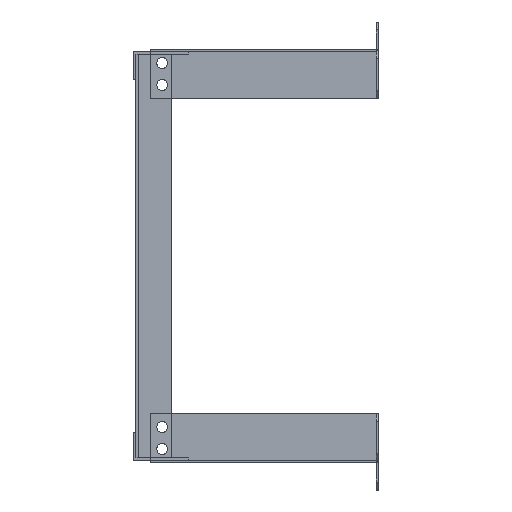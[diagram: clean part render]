
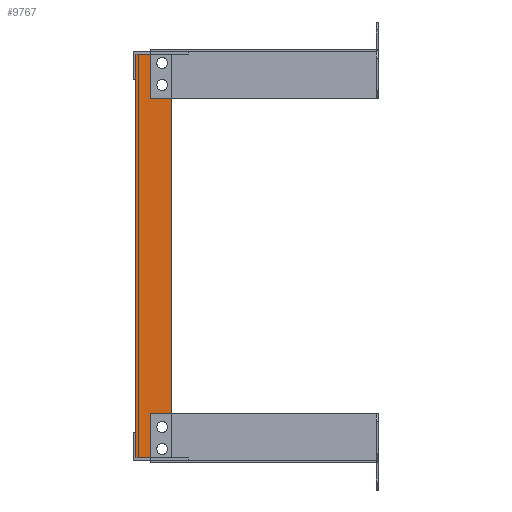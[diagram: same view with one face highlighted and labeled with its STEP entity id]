
A CAD part, front view. The second image highlights one B-rep face of the part: STEP entity #9767.
In plain terms, the highlighted face is planar.
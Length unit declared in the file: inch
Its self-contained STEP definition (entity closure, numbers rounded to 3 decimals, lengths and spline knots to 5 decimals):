
#45 = CARTESIAN_POINT ( 'NONE',  ( 1.29703, 9.55818, 0. ) ) ;
#106 = DIRECTION ( 'NONE',  ( 0., 0., -1. ) ) ;
#339 = CARTESIAN_POINT ( 'NONE',  ( 1.29703, -8.47332, 0. ) ) ;
#493 = LINE ( 'NONE', #4497, #3694 ) ;
#497 = ORIENTED_EDGE ( 'NONE', *, *, #16690, .F. ) ;
#546 = DIRECTION ( 'NONE',  ( 0., 0., -1. ) ) ;
#601 = AXIS2_PLACEMENT_3D ( 'NONE', #6555, #3868, #12183 ) ;
#610 = DIRECTION ( 'NONE',  ( -1., 0., 0. ) ) ;
#631 = CARTESIAN_POINT ( 'NONE',  ( 0., 10., 0. ) ) ;
#918 = CARTESIAN_POINT ( 'NONE',  ( 1.29703, 8.2021, 0. ) ) ;
#1158 = FACE_BOUND ( 'NONE', #17661, .T. ) ;
#1252 = AXIS2_PLACEMENT_3D ( 'NONE', #17749, #6682, #4115 ) ;
#1381 = VERTEX_POINT ( 'NONE', #7185 ) ;
#1821 = DIRECTION ( 'NONE',  ( 0., -1., 0. ) ) ;
#2078 = CIRCLE ( 'NONE', #8174, 0.27122 ) ;
#2200 = EDGE_CURVE ( 'NONE', #15060, #15988, #5808, .T. ) ;
#2498 = CARTESIAN_POINT ( 'NONE',  ( 1.29703, 9.55818, 0. ) ) ;
#2559 = CARTESIAN_POINT ( 'NONE',  ( 1.29703, -9.8294, 0. ) ) ;
#3145 = VECTOR ( 'NONE', #4651, 39.37008 ) ;
#3171 = DIRECTION ( 'NONE',  ( 0., -1., 0. ) ) ;
#3336 = VERTEX_POINT ( 'NONE', #4380 ) ;
#3406 = ORIENTED_EDGE ( 'NONE', *, *, #4966, .T. ) ;
#3423 = VERTEX_POINT ( 'NONE', #11551 ) ;
#3694 = VECTOR ( 'NONE', #3171, 39.37008 ) ;
#3800 = ORIENTED_EDGE ( 'NONE', *, *, #12707, .T. ) ;
#3868 = DIRECTION ( 'NONE',  ( 0., 0., -1. ) ) ;
#3936 = CARTESIAN_POINT ( 'NONE',  ( 0., 10., 0. ) ) ;
#4070 = CIRCLE ( 'NONE', #6231, 0.27122 ) ;
#4115 = DIRECTION ( 'NONE',  ( -1., 0., 0. ) ) ;
#4231 = CIRCLE ( 'NONE', #15642, 0.27122 ) ;
#4380 = CARTESIAN_POINT ( 'NONE',  ( 1.29703, 8.74453, 0. ) ) ;
#4497 = CARTESIAN_POINT ( 'NONE',  ( 1.77165, 10., 0. ) ) ;
#4508 = CARTESIAN_POINT ( 'NONE',  ( 0., 10., 0. ) ) ;
#4549 = EDGE_CURVE ( 'NONE', #16906, #12730, #5721, .T. ) ;
#4585 = CARTESIAN_POINT ( 'NONE',  ( 0., -10., 0. ) ) ;
#4651 = DIRECTION ( 'NONE',  ( 1., 0., 0. ) ) ;
#4798 = FACE_BOUND ( 'NONE', #6319, .T. ) ;
#4966 = EDGE_CURVE ( 'NONE', #3336, #7831, #2078, .T. ) ;
#5355 = EDGE_CURVE ( 'NONE', #7831, #3336, #4070, .T. ) ;
#5504 = LINE ( 'NONE', #631, #3145 ) ;
#5599 = DIRECTION ( 'NONE',  ( 0., 0., -1. ) ) ;
#5721 = CIRCLE ( 'NONE', #601, 0.27122 ) ;
#5808 = CIRCLE ( 'NONE', #9589, 0.27122 ) ;
#5895 = CIRCLE ( 'NONE', #10845, 0.27122 ) ;
#5925 = DIRECTION ( 'NONE',  ( -1., 0., 0. ) ) ;
#5994 = CARTESIAN_POINT ( 'NONE',  ( 0., -10., 0. ) ) ;
#6231 = AXIS2_PLACEMENT_3D ( 'NONE', #16827, #546, #5925 ) ;
#6319 = EDGE_LOOP ( 'NONE', ( #12230, #10318 ) ) ;
#6350 = EDGE_CURVE ( 'NONE', #15988, #15060, #4231, .T. ) ;
#6477 = EDGE_CURVE ( 'NONE', #8583, #10955, #10230, .T. ) ;
#6555 = CARTESIAN_POINT ( 'NONE',  ( 1.29703, -9.55818, 0. ) ) ;
#6682 = DIRECTION ( 'NONE',  ( 0., 0., -1. ) ) ;
#7063 = VECTOR ( 'NONE', #11738, 39.37008 ) ;
#7185 = CARTESIAN_POINT ( 'NONE',  ( 1.29703, -8.74453, 0. ) ) ;
#7322 = DIRECTION ( 'NONE',  ( 0., 0., -1. ) ) ;
#7547 = DIRECTION ( 'NONE',  ( 0., 0., -1. ) ) ;
#7831 = VERTEX_POINT ( 'NONE', #918 ) ;
#7867 = ORIENTED_EDGE ( 'NONE', *, *, #15804, .T. ) ;
#7881 = ORIENTED_EDGE ( 'NONE', *, *, #5355, .T. ) ;
#8174 = AXIS2_PLACEMENT_3D ( 'NONE', #15763, #7547, #17128 ) ;
#8305 = VECTOR ( 'NONE', #1821, 39.37008 ) ;
#8489 = EDGE_LOOP ( 'NONE', ( #8749, #497, #17030, #17544 ) ) ;
#8570 = AXIS2_PLACEMENT_3D ( 'NONE', #339, #7322, #10921 ) ;
#8583 = VERTEX_POINT ( 'NONE', #3936 ) ;
#8749 = ORIENTED_EDGE ( 'NONE', *, *, #12712, .T. ) ;
#9314 = PLANE ( 'NONE',  #1252 ) ;
#9527 = CARTESIAN_POINT ( 'NONE',  ( 1.29703, 9.28696, 0. ) ) ;
#9589 = AXIS2_PLACEMENT_3D ( 'NONE', #2498, #10797, #12063 ) ;
#9767 = ADVANCED_FACE ( 'NONE', ( #4798, #12076, #15502, #1158, #11647 ), #9314, .F. ) ;
#10127 = CARTESIAN_POINT ( 'NONE',  ( 1.29703, -8.47332, 0. ) ) ;
#10230 = LINE ( 'NONE', #4508, #8305 ) ;
#10318 = ORIENTED_EDGE ( 'NONE', *, *, #6350, .T. ) ;
#10797 = DIRECTION ( 'NONE',  ( 0., 0., -1. ) ) ;
#10845 = AXIS2_PLACEMENT_3D ( 'NONE', #10925, #5599, #17683 ) ;
#10921 = DIRECTION ( 'NONE',  ( -1., 0., 0. ) ) ;
#10925 = CARTESIAN_POINT ( 'NONE',  ( 1.29703, -9.55818, 0. ) ) ;
#10955 = VERTEX_POINT ( 'NONE', #4585 ) ;
#11076 = ORIENTED_EDGE ( 'NONE', *, *, #17012, .T. ) ;
#11551 = CARTESIAN_POINT ( 'NONE',  ( 1.77165, -10., 0. ) ) ;
#11647 = FACE_OUTER_BOUND ( 'NONE', #8489, .T. ) ;
#11738 = DIRECTION ( 'NONE',  ( 1., 0., 0. ) ) ;
#12063 = DIRECTION ( 'NONE',  ( -1., 0., 0. ) ) ;
#12076 = FACE_BOUND ( 'NONE', #16401, .T. ) ;
#12183 = DIRECTION ( 'NONE',  ( -1., 0., 0. ) ) ;
#12230 = ORIENTED_EDGE ( 'NONE', *, *, #2200, .T. ) ;
#12707 = EDGE_CURVE ( 'NONE', #1381, #17558, #14144, .T. ) ;
#12712 = EDGE_CURVE ( 'NONE', #10955, #3423, #14777, .T. ) ;
#12730 = VERTEX_POINT ( 'NONE', #12941 ) ;
#12941 = CARTESIAN_POINT ( 'NONE',  ( 1.29703, -9.28696, 0. ) ) ;
#13464 = EDGE_LOOP ( 'NONE', ( #3800, #11076 ) ) ;
#13914 = CARTESIAN_POINT ( 'NONE',  ( 1.77165, 10., 0. ) ) ;
#14066 = CARTESIAN_POINT ( 'NONE',  ( 1.29703, -8.2021, 0. ) ) ;
#14144 = CIRCLE ( 'NONE', #16537, 0.27122 ) ;
#14618 = VERTEX_POINT ( 'NONE', #13914 ) ;
#14747 = EDGE_CURVE ( 'NONE', #8583, #14618, #5504, .T. ) ;
#14777 = LINE ( 'NONE', #5994, #7063 ) ;
#15060 = VERTEX_POINT ( 'NONE', #9527 ) ;
#15398 = CARTESIAN_POINT ( 'NONE',  ( 1.29703, 9.8294, 0. ) ) ;
#15502 = FACE_BOUND ( 'NONE', #13464, .T. ) ;
#15642 = AXIS2_PLACEMENT_3D ( 'NONE', #45, #106, #16321 ) ;
#15748 = DIRECTION ( 'NONE',  ( 0., 0., -1. ) ) ;
#15763 = CARTESIAN_POINT ( 'NONE',  ( 1.29703, 8.47332, 0. ) ) ;
#15804 = EDGE_CURVE ( 'NONE', #12730, #16906, #5895, .T. ) ;
#15988 = VERTEX_POINT ( 'NONE', #15398 ) ;
#16321 = DIRECTION ( 'NONE',  ( -1., 0., 0. ) ) ;
#16401 = EDGE_LOOP ( 'NONE', ( #7881, #3406 ) ) ;
#16537 = AXIS2_PLACEMENT_3D ( 'NONE', #10127, #15748, #610 ) ;
#16690 = EDGE_CURVE ( 'NONE', #14618, #3423, #493, .T. ) ;
#16759 = CIRCLE ( 'NONE', #8570, 0.27122 ) ;
#16827 = CARTESIAN_POINT ( 'NONE',  ( 1.29703, 8.47332, 0. ) ) ;
#16906 = VERTEX_POINT ( 'NONE', #2559 ) ;
#17012 = EDGE_CURVE ( 'NONE', #17558, #1381, #16759, .T. ) ;
#17030 = ORIENTED_EDGE ( 'NONE', *, *, #14747, .F. ) ;
#17128 = DIRECTION ( 'NONE',  ( -1., 0., 0. ) ) ;
#17544 = ORIENTED_EDGE ( 'NONE', *, *, #6477, .T. ) ;
#17558 = VERTEX_POINT ( 'NONE', #14066 ) ;
#17661 = EDGE_LOOP ( 'NONE', ( #17735, #7867 ) ) ;
#17683 = DIRECTION ( 'NONE',  ( -1., 0., 0. ) ) ;
#17735 = ORIENTED_EDGE ( 'NONE', *, *, #4549, .T. ) ;
#17749 = CARTESIAN_POINT ( 'NONE',  ( 0., 10., 0. ) ) ;
